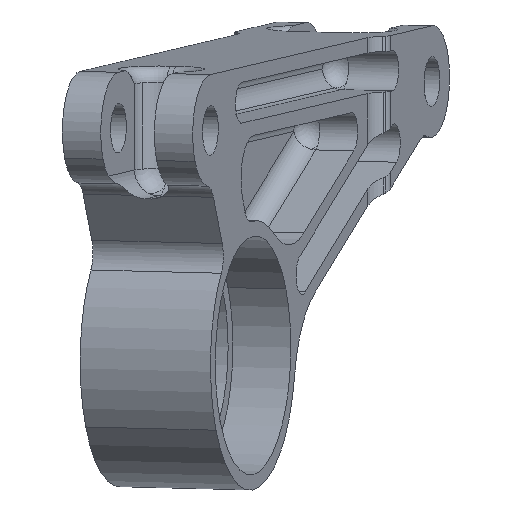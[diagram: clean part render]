
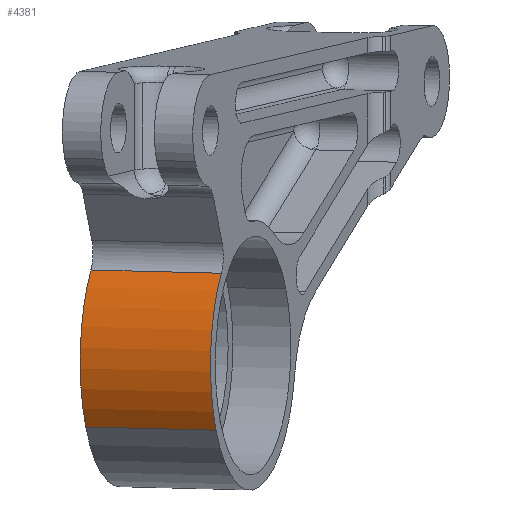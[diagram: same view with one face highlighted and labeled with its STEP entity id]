
A CAD part, isometric view. The second image highlights one B-rep face of the part: STEP entity #4381.
In plain terms, the highlighted cylindrical face has radius 26.5 mm (diameter 53 mm), a partial arc.
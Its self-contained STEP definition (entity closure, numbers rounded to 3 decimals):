
#52 = DIRECTION ( 'NONE',  ( -0.479, 0.862, -0.162 ) ) ;
#196 = CARTESIAN_POINT ( 'NONE',  ( -137.134, 272.105, -373.295 ) ) ;
#311 = CYLINDRICAL_SURFACE ( 'NONE', #2978, 26.5 ) ;
#695 = ORIENTED_EDGE ( 'NONE', *, *, #3332, .F. ) ;
#798 = DIRECTION ( 'NONE',  ( -0.874, -0.486, 0. ) ) ;
#899 = ORIENTED_EDGE ( 'NONE', *, *, #1040, .F. ) ;
#1035 = EDGE_CURVE ( 'NONE', #3921, #4886, #4261, .T. ) ;
#1040 = EDGE_CURVE ( 'NONE', #4886, #2559, #1662, .T. ) ;
#1208 = DIRECTION ( 'NONE',  ( -0.479, 0.862, -0.162 ) ) ;
#1306 = DIRECTION ( 'NONE',  ( 0.479, -0.862, 0.162 ) ) ;
#1608 = DIRECTION ( 'NONE',  ( -0.874, -0.486, 0. ) ) ;
#1662 = CIRCLE ( 'NONE', #4218, 26.5 ) ;
#1830 = EDGE_CURVE ( 'NONE', #5830, #2559, #5824, .T. ) ;
#1939 = ORIENTED_EDGE ( 'NONE', *, *, #1830, .T. ) ;
#2165 = CARTESIAN_POINT ( 'NONE',  ( -135.936, 269.949, -372.889 ) ) ;
#2252 = CARTESIAN_POINT ( 'NONE',  ( -145.352, 269.38, -348.125 ) ) ;
#2271 = CARTESIAN_POINT ( 'NONE',  ( -146.551, 271.536, -348.531 ) ) ;
#2429 = EDGE_LOOP ( 'NONE', ( #2980, #695, #1939, #899 ) ) ;
#2559 = VERTEX_POINT ( 'NONE', #5716 ) ;
#2766 = VECTOR ( 'NONE', #4418, 1000. ) ;
#2817 = DIRECTION ( 'NONE',  ( 0.874, 0.486, 0. ) ) ;
#2978 = AXIS2_PLACEMENT_3D ( 'NONE', #2165, #1208, #1608 ) ;
#2980 = ORIENTED_EDGE ( 'NONE', *, *, #1035, .F. ) ;
#3332 = EDGE_CURVE ( 'NONE', #5830, #3921, #5577, .T. ) ;
#3431 = FACE_OUTER_BOUND ( 'NONE', #2429, .T. ) ;
#3921 = VERTEX_POINT ( 'NONE', #4520 ) ;
#4100 = DIRECTION ( 'NONE',  ( -0.479, 0.862, -0.162 ) ) ;
#4218 = AXIS2_PLACEMENT_3D ( 'NONE', #5464, #4100, #2817 ) ;
#4261 = LINE ( 'NONE', #5245, #2766 ) ;
#4381 = ADVANCED_FACE ( 'Extrude1', ( #3431 ), #311, .T. ) ;
#4418 = DIRECTION ( 'NONE',  ( -0.479, 0.862, -0.162 ) ) ;
#4520 = CARTESIAN_POINT ( 'NONE',  ( -160.297, 259.231, -373.295 ) ) ;
#4784 = CARTESIAN_POINT ( 'NONE',  ( -173.24, 282.517, -377.681 ) ) ;
#4886 = VERTEX_POINT ( 'NONE', #4784 ) ;
#5245 = CARTESIAN_POINT ( 'NONE',  ( -159.098, 257.075, -372.889 ) ) ;
#5464 = CARTESIAN_POINT ( 'NONE',  ( -150.077, 295.391, -377.681 ) ) ;
#5557 = AXIS2_PLACEMENT_3D ( 'NONE', #196, #1306, #798 ) ;
#5577 = CIRCLE ( 'NONE', #5557, 26.5 ) ;
#5716 = CARTESIAN_POINT ( 'NONE',  ( -159.494, 294.822, -352.917 ) ) ;
#5743 = VECTOR ( 'NONE', #52, 1000. ) ;
#5824 = LINE ( 'NONE', #2252, #5743 ) ;
#5830 = VERTEX_POINT ( 'NONE', #2271 ) ;
